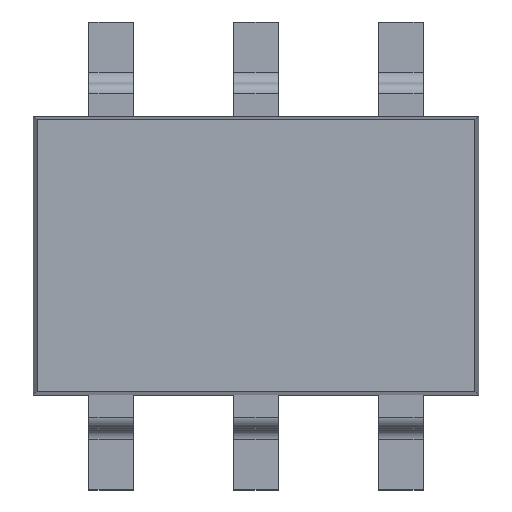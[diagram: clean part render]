
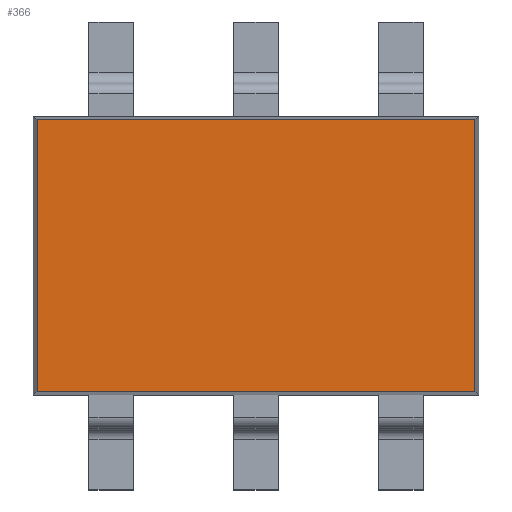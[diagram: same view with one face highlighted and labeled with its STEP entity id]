
A CAD part, top view. The second image highlights one B-rep face of the part: STEP entity #366.
In plain terms, the highlighted planar face has unit normal (0, 0, 1).
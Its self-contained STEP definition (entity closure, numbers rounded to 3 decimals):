
#366=ADVANCED_FACE('',(#1068),#1067,.T.);
#1067=PLANE('',#1525);
#1068=FACE_OUTER_BOUND('',#1526,.T.);
#1522=CARTESIAN_POINT('',(-1.179,-0.734,0.9));
#1523=DIRECTION('',(0.,0.,1.));
#1524=DIRECTION('',(1.,0.,0.));
#1525=AXIS2_PLACEMENT_3D('',#1522,#1523,#1524);
#1526=EDGE_LOOP('',(#1913,#1914,#1915,#1916));
#1913=ORIENTED_EDGE('',*,*,#2131,.F.);
#1914=ORIENTED_EDGE('',*,*,#2132,.F.);
#1915=ORIENTED_EDGE('',*,*,#2133,.T.);
#1916=ORIENTED_EDGE('',*,*,#2125,.T.);
#2125=EDGE_CURVE('',#3270,#3263,#3271,.T.);
#2131=EDGE_CURVE('',#3311,#3263,#3312,.T.);
#2132=EDGE_CURVE('',#3318,#3311,#3319,.T.);
#2133=EDGE_CURVE('',#3318,#3270,#3325,.T.);
#3263=VERTEX_POINT('',#4061);
#3270=VERTEX_POINT('',#4065);
#3271=LINE('',#4066,#4067);
#3311=VERTEX_POINT('',#4088);
#3312=LINE('',#4089,#4090);
#3318=VERTEX_POINT('',#4092);
#3319=LINE('',#4093,#4094);
#3325=LINE('',#4096,#4097);
#4061=CARTESIAN_POINT('',(-0.983,0.612,0.9));
#4065=CARTESIAN_POINT('',(0.983,0.612,0.9));
#4066=CARTESIAN_POINT('',(0.983,0.612,0.9));
#4067=VECTOR('',#4068,1.965);
#4068=DIRECTION('',(-1.,0.,0.));
#4088=CARTESIAN_POINT('',(-0.983,-0.612,0.9));
#4089=CARTESIAN_POINT('',(-0.983,-0.612,0.9));
#4090=VECTOR('',#4091,1.224);
#4091=DIRECTION('',(0.,1.,0.));
#4092=CARTESIAN_POINT('',(0.983,-0.612,0.9));
#4093=CARTESIAN_POINT('',(0.983,-0.612,0.9));
#4094=VECTOR('',#4095,1.965);
#4095=DIRECTION('',(-1.,0.,0.));
#4096=CARTESIAN_POINT('',(0.983,-0.612,0.9));
#4097=VECTOR('',#4098,1.224);
#4098=DIRECTION('',(0.,1.,0.));
